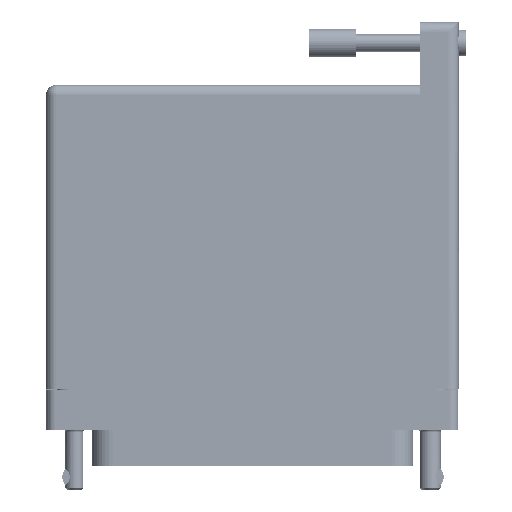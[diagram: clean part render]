
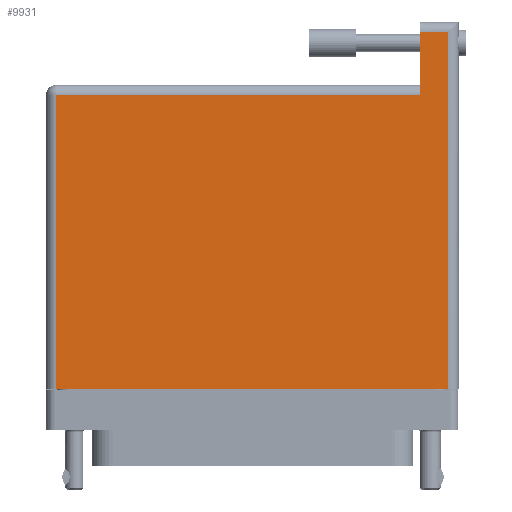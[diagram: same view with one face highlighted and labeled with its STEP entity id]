
A CAD part, front view. The second image highlights one B-rep face of the part: STEP entity #9931.
In plain terms, the highlighted face is planar.
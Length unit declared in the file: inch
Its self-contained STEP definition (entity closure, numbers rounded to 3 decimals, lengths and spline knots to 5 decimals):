
#238 = LINE ( 'NONE', #20926, #99504 ) ;
#1525 = VERTEX_POINT ( 'NONE', #87278 ) ;
#3359 = LINE ( 'NONE', #6121, #41802 ) ;
#3893 = CARTESIAN_POINT ( 'NONE',  ( -1.3075, -0.1, 0.765 ) ) ;
#4013 = CARTESIAN_POINT ( 'NONE',  ( -1.3075, -0.1, 0.765 ) ) ;
#4062 = VERTEX_POINT ( 'NONE', #4013 ) ;
#6121 = CARTESIAN_POINT ( 'NONE',  ( 1.1215, 2.35, 0.765 ) ) ;
#7515 = PLANE ( 'NONE',  #10971 ) ;
#7616 = EDGE_CURVE ( 'NONE', #71416, #76516, #3359, .T. ) ;
#8461 = CARTESIAN_POINT ( 'NONE',  ( 1.3075, 2.35, 0.765 ) ) ;
#9931 = ADVANCED_FACE ( 'NONE', ( #56176 ), #7515, .F. ) ;
#10971 = AXIS2_PLACEMENT_3D ( 'NONE', #102229, #94600, #54631 ) ;
#11259 = ORIENTED_EDGE ( 'NONE', *, *, #7616, .T. ) ;
#15191 = CARTESIAN_POINT ( 'NONE',  ( -1.3775, 2.28, 0.765 ) ) ;
#15460 = ORIENTED_EDGE ( 'NONE', *, *, #80274, .T. ) ;
#18529 = ORIENTED_EDGE ( 'NONE', *, *, #45768, .T. ) ;
#20096 = ORIENTED_EDGE ( 'NONE', *, *, #37253, .T. ) ;
#20926 = CARTESIAN_POINT ( 'NONE',  ( -1.3775, 1.86, 0.765 ) ) ;
#22056 = DIRECTION ( 'NONE',  ( 0., -1., 0. ) ) ;
#23055 = VECTOR ( 'NONE', #71864, 39.37008 ) ;
#26074 = CARTESIAN_POINT ( 'NONE',  ( -1.3075, 1.86, 0.765 ) ) ;
#31195 = DIRECTION ( 'NONE',  ( -1., 0., 0. ) ) ;
#37253 = EDGE_CURVE ( 'NONE', #1525, #71416, #62194, .T. ) ;
#37523 = DIRECTION ( 'NONE',  ( 1., 0., 0. ) ) ;
#38752 = VECTOR ( 'NONE', #31195, 39.37008 ) ;
#39757 = ORIENTED_EDGE ( 'NONE', *, *, #72391, .T. ) ;
#41802 = VECTOR ( 'NONE', #22056, 39.37008 ) ;
#44198 = DIRECTION ( 'NONE',  ( -1., 0., 0. ) ) ;
#44985 = EDGE_LOOP ( 'NONE', ( #11259, #93807, #18529, #15460, #39757, #20096 ) ) ;
#45768 = EDGE_CURVE ( 'NONE', #89712, #4062, #59559, .T. ) ;
#49032 = CARTESIAN_POINT ( 'NONE',  ( 1.1215, 1.86, 0.765 ) ) ;
#53570 = CARTESIAN_POINT ( 'NONE',  ( 1.1215, 2.28, 0.765 ) ) ;
#54631 = DIRECTION ( 'NONE',  ( -1., 0., 0. ) ) ;
#56176 = FACE_OUTER_BOUND ( 'NONE', #44985, .T. ) ;
#57703 = LINE ( 'NONE', #8461, #23055 ) ;
#59559 = LINE ( 'NONE', #3893, #60741 ) ;
#60741 = VECTOR ( 'NONE', #67353, 39.37008 ) ;
#62194 = LINE ( 'NONE', #15191, #38752 ) ;
#67147 = VERTEX_POINT ( 'NONE', #76078 ) ;
#67353 = DIRECTION ( 'NONE',  ( 0., -1., 0. ) ) ;
#69024 = CARTESIAN_POINT ( 'NONE',  ( -1.3775, -0.1, 0.765 ) ) ;
#71416 = VERTEX_POINT ( 'NONE', #53570 ) ;
#71864 = DIRECTION ( 'NONE',  ( 0., 1., 0. ) ) ;
#72391 = EDGE_CURVE ( 'NONE', #67147, #1525, #57703, .T. ) ;
#75251 = EDGE_CURVE ( 'NONE', #76516, #89712, #238, .T. ) ;
#76078 = CARTESIAN_POINT ( 'NONE',  ( 1.3075, -0.1, 0.765 ) ) ;
#76516 = VERTEX_POINT ( 'NONE', #49032 ) ;
#78918 = LINE ( 'NONE', #69024, #97543 ) ;
#80274 = EDGE_CURVE ( 'NONE', #4062, #67147, #78918, .T. ) ;
#87278 = CARTESIAN_POINT ( 'NONE',  ( 1.3075, 2.28, 0.765 ) ) ;
#89712 = VERTEX_POINT ( 'NONE', #26074 ) ;
#93807 = ORIENTED_EDGE ( 'NONE', *, *, #75251, .T. ) ;
#94600 = DIRECTION ( 'NONE',  ( 0., 0., -1. ) ) ;
#97543 = VECTOR ( 'NONE', #37523, 39.37008 ) ;
#99504 = VECTOR ( 'NONE', #44198, 39.37008 ) ;
#102229 = CARTESIAN_POINT ( 'NONE',  ( -1.3775, 1.93, 0.765 ) ) ;
